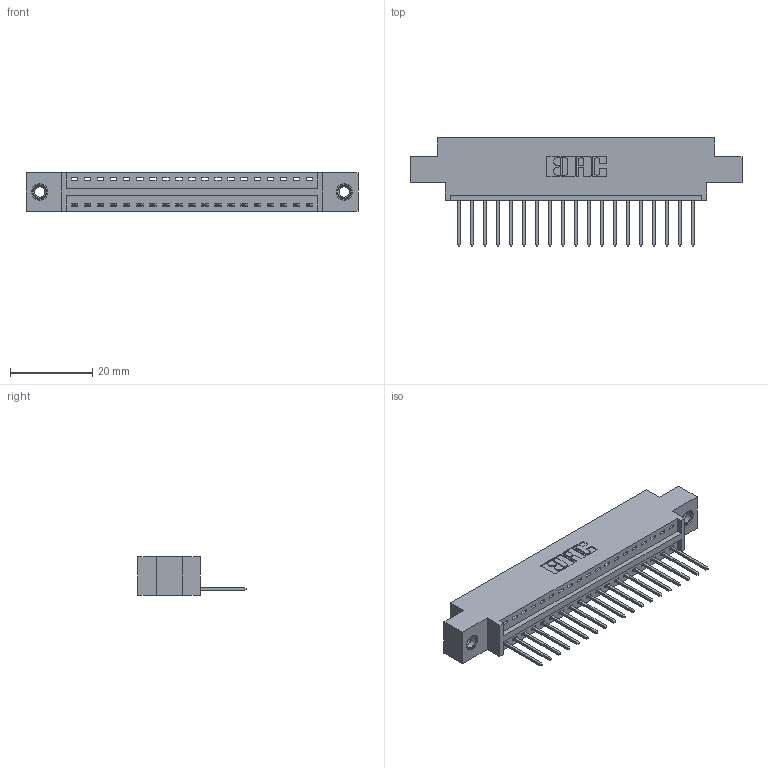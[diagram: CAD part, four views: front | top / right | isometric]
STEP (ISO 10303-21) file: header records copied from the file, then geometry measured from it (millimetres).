
FILE_DESCRIPTION (( 'STEP AP203' ), '1' );
FILE_NAME ('346-019-522-607.STEP', '2022-05-05T15:17:08', ( '' ), ( '' ), 'SwSTEP 2.0', 'SolidWorks 2020', '' );
FILE_SCHEMA (( 'CONFIG_CONTROL_DESIGN' ));
Length unit declared in the file: inch
Products named in the file (4): 345-292-001_345-293-122; 346 Part_0.170 Offset - 0.156 Dia-TI; 346-019-522-607; 345-250-001_345-250-005-103
Assembly tree (22 placements, depth 2):
  346-019-522-607
    346 Part_0.170 Offset - 0.156 Dia-TI
    345-292-001_345-293-122  x19
    345-250-001_345-250-005-103  x2
Bounding box: 80.9 x 26.42 x 9.4 mm (x, y, z)
Volume: 7419.6 mm3; surface area: 9290.3 mm2
Topology: 22 solids, 22 shells, 1288 faces, 3821 edges, 2514 vertices
Faces by surface type: plane 872, cylinder 400, cone 12, torus 4
Entity records: 16224 total; most frequent: CARTESIAN_POINT 2772, ORIENTED_EDGE 2718, DIRECTION 2499, EDGE_CURVE 1359, LINE 1131, VECTOR 1131, VERTEX_POINT 900, AXIS2_PLACEMENT_3D 684
